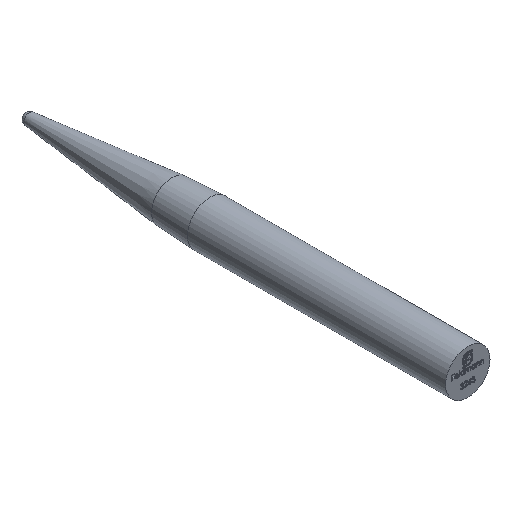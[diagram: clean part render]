
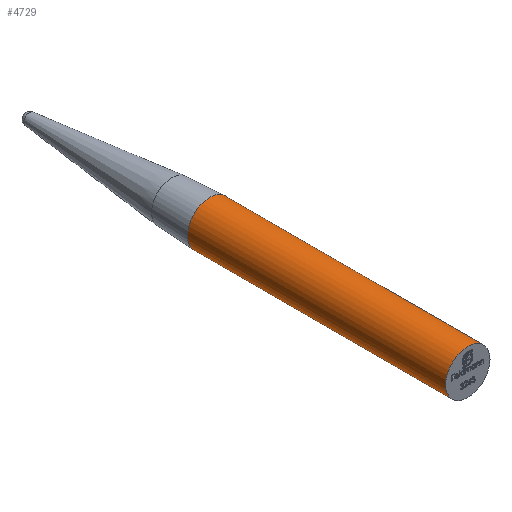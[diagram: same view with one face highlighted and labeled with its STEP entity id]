
A CAD part, isometric view. The second image highlights one B-rep face of the part: STEP entity #4729.
In plain terms, the highlighted cylindrical face has radius 6 mm (diameter 12 mm), a full revolution.
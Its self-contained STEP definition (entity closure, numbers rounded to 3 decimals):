
#78 = DIRECTION ( 'NONE',  ( 1., 0., 0. ) ) ;
#107 = DIRECTION ( 'NONE',  ( 0., -1., 0. ) ) ;
#947 = EDGE_LOOP ( 'NONE', ( #3670 ) ) ;
#1139 = AXIS2_PLACEMENT_3D ( 'NONE', #7591, #9495, #2364 ) ;
#1350 = CARTESIAN_POINT ( 'NONE',  ( -6., 0., 0. ) ) ;
#2035 = CARTESIAN_POINT ( 'NONE',  ( 0., 69.859, 0. ) ) ;
#2267 = AXIS2_PLACEMENT_3D ( 'NONE', #7790, #2500, #8692 ) ;
#2346 = AXIS2_PLACEMENT_3D ( 'NONE', #2035, #107, #78 ) ;
#2364 = DIRECTION ( 'NONE',  ( -1., 0., 0. ) ) ;
#2500 = DIRECTION ( 'NONE',  ( 0., 1., 0. ) ) ;
#3223 = CARTESIAN_POINT ( 'NONE',  ( 6., 69.859, 0. ) ) ;
#3537 = EDGE_LOOP ( 'NONE', ( #4859 ) ) ;
#3670 = ORIENTED_EDGE ( 'NONE', *, *, #4166, .T. ) ;
#4166 = EDGE_CURVE ( 'NONE', #11468, #11468, #5500, .T. ) ;
#4729 = ADVANCED_FACE ( 'NONE', ( #8655, #7131 ), #10616, .T. ) ;
#4859 = ORIENTED_EDGE ( 'NONE', *, *, #10638, .T. ) ;
#5500 = CIRCLE ( 'NONE', #2346, 6. ) ;
#7131 = FACE_OUTER_BOUND ( 'NONE', #3537, .T. ) ;
#7173 = VERTEX_POINT ( 'NONE', #1350 ) ;
#7591 = CARTESIAN_POINT ( 'NONE',  ( 0., 120., 0. ) ) ;
#7790 = CARTESIAN_POINT ( 'NONE',  ( 0., 0., 0. ) ) ;
#8655 = FACE_OUTER_BOUND ( 'NONE', #947, .T. ) ;
#8692 = DIRECTION ( 'NONE',  ( -1., 0., 0. ) ) ;
#8694 = CIRCLE ( 'NONE', #2267, 6. ) ;
#9495 = DIRECTION ( 'NONE',  ( 0., 1., 0. ) ) ;
#10616 = CYLINDRICAL_SURFACE ( 'NONE', #1139, 6. ) ;
#10638 = EDGE_CURVE ( 'NONE', #7173, #7173, #8694, .T. ) ;
#11468 = VERTEX_POINT ( 'NONE', #3223 ) ;
